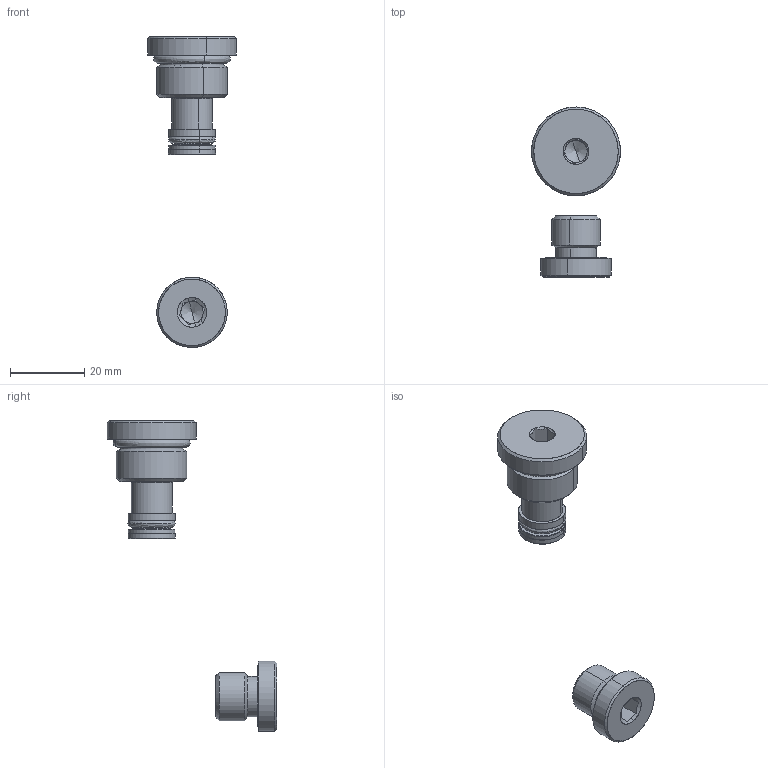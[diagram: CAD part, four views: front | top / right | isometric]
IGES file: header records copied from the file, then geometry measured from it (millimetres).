
Start section: SolidWorks IGES file using analytic representation for surfaces
Global section: file name: HESC003103015.igs; native system: SolidWorks 2014; preprocessor: SolidWorks 2014; author: serviziopdm; date: 161123.101552; units: millimetre
Bounding box: 24 x 45.8 x 83.99 mm (x, y, z)
Surface area: 5631.3 mm2 (no closed solid volume)
Topology: 0 solids, 0 shells, 118 faces, 1408 edges, 1404 vertices
Faces by surface type: bspline 60, revolution 58
